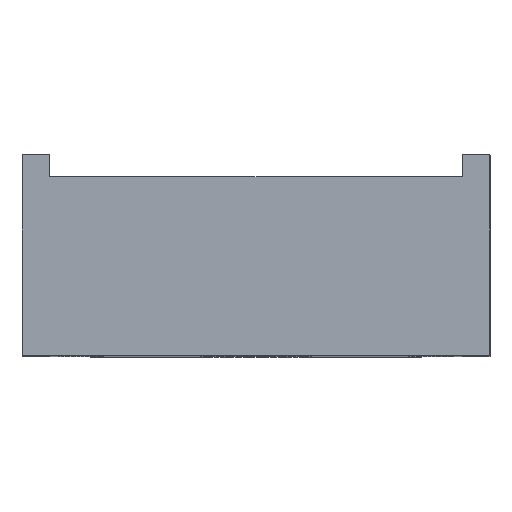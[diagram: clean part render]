
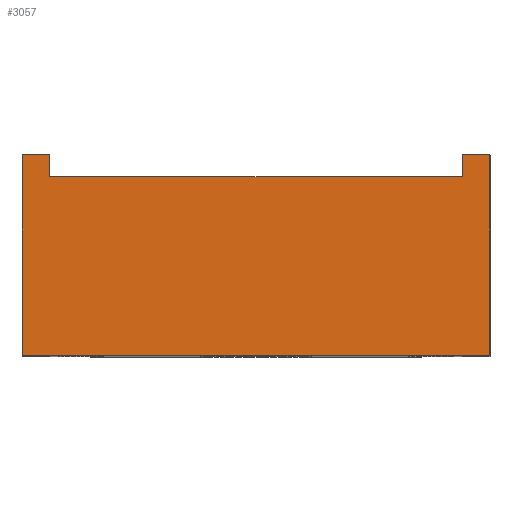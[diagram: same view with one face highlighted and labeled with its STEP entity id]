
A CAD part, top view. The second image highlights one B-rep face of the part: STEP entity #3057.
In plain terms, the highlighted planar face has unit normal (0, 0, 1).
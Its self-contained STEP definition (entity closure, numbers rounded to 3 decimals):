
#37 = LINE ( 'NONE', #1930, #3875 ) ;
#102 = DIRECTION ( 'NONE',  ( 0., 1., 0. ) ) ;
#186 = FACE_OUTER_BOUND ( 'NONE', #2379, .T. ) ;
#313 = VECTOR ( 'NONE', #3921, 1000. ) ;
#321 = CARTESIAN_POINT ( 'NONE',  ( -2., -3., 50. ) ) ;
#363 = CARTESIAN_POINT ( 'NONE',  ( 0., 11.6, 50. ) ) ;
#407 = EDGE_CURVE ( 'NONE', #4605, #1119, #2556, .T. ) ;
#522 = EDGE_CURVE ( 'NONE', #1109, #4244, #1609, .T. ) ;
#534 = DIRECTION ( 'NONE',  ( 0., 0., -1. ) ) ;
#644 = CARTESIAN_POINT ( 'NONE',  ( -2., 11.6, 50. ) ) ;
#698 = VECTOR ( 'NONE', #2182, 1000. ) ;
#724 = LINE ( 'NONE', #363, #2685 ) ;
#752 = DIRECTION ( 'NONE',  ( -1., 0., 0. ) ) ;
#773 = CARTESIAN_POINT ( 'NONE',  ( 0., 10., 50. ) ) ;
#889 = DIRECTION ( 'NONE',  ( -1., 0., 0. ) ) ;
#950 = VERTEX_POINT ( 'NONE', #321 ) ;
#1083 = DIRECTION ( 'NONE',  ( -1., 0., 0. ) ) ;
#1103 = ORIENTED_EDGE ( 'NONE', *, *, #4282, .T. ) ;
#1109 = VERTEX_POINT ( 'NONE', #4337 ) ;
#1119 = VERTEX_POINT ( 'NONE', #644 ) ;
#1243 = DIRECTION ( 'NONE',  ( 0., 1., 0. ) ) ;
#1259 = ORIENTED_EDGE ( 'NONE', *, *, #1275, .T. ) ;
#1264 = CARTESIAN_POINT ( 'NONE',  ( -2., -3., 50. ) ) ;
#1275 = EDGE_CURVE ( 'NONE', #950, #1109, #37, .T. ) ;
#1430 = VECTOR ( 'NONE', #102, 1000. ) ;
#1552 = VECTOR ( 'NONE', #4203, 1000. ) ;
#1609 = LINE ( 'NONE', #4180, #4113 ) ;
#1734 = CARTESIAN_POINT ( 'NONE',  ( 32., 11.6, 50. ) ) ;
#1798 = CARTESIAN_POINT ( 'NONE',  ( 0., 10., 50. ) ) ;
#1859 = VERTEX_POINT ( 'NONE', #3688 ) ;
#1930 = CARTESIAN_POINT ( 'NONE',  ( 0., -3., 50. ) ) ;
#1948 = ORIENTED_EDGE ( 'NONE', *, *, #4563, .F. ) ;
#2031 = CARTESIAN_POINT ( 'NONE',  ( 30., -3., 50. ) ) ;
#2046 = EDGE_CURVE ( 'NONE', #2786, #4605, #3152, .T. ) ;
#2182 = DIRECTION ( 'NONE',  ( 1., 0., 0. ) ) ;
#2246 = ORIENTED_EDGE ( 'NONE', *, *, #3929, .F. ) ;
#2339 = VERTEX_POINT ( 'NONE', #3436 ) ;
#2379 = EDGE_LOOP ( 'NONE', ( #2246, #3090, #3979, #1948, #1259, #3658, #1103, #2520 ) ) ;
#2520 = ORIENTED_EDGE ( 'NONE', *, *, #4210, .F. ) ;
#2556 = LINE ( 'NONE', #4036, #3169 ) ;
#2685 = VECTOR ( 'NONE', #1083, 1000. ) ;
#2696 = CARTESIAN_POINT ( 'NONE',  ( 0., 10., 50. ) ) ;
#2786 = VERTEX_POINT ( 'NONE', #1798 ) ;
#3057 = ADVANCED_FACE ( 'NONE', ( #186 ), #3913, .F. ) ;
#3084 = LINE ( 'NONE', #1264, #1552 ) ;
#3090 = ORIENTED_EDGE ( 'NONE', *, *, #2046, .T. ) ;
#3152 = LINE ( 'NONE', #4475, #1430 ) ;
#3169 = VECTOR ( 'NONE', #752, 1000. ) ;
#3229 = CARTESIAN_POINT ( 'NONE',  ( 0., 11.6, 50. ) ) ;
#3380 = DIRECTION ( 'NONE',  ( 1., 0., 0. ) ) ;
#3436 = CARTESIAN_POINT ( 'NONE',  ( 30., 11.6, 50. ) ) ;
#3658 = ORIENTED_EDGE ( 'NONE', *, *, #522, .T. ) ;
#3688 = CARTESIAN_POINT ( 'NONE',  ( 30., 10., 50. ) ) ;
#3875 = VECTOR ( 'NONE', #3380, 1000. ) ;
#3913 = PLANE ( 'NONE',  #4188 ) ;
#3921 = DIRECTION ( 'NONE',  ( 0., 1., 0. ) ) ;
#3929 = EDGE_CURVE ( 'NONE', #2786, #1859, #4063, .T. ) ;
#3979 = ORIENTED_EDGE ( 'NONE', *, *, #407, .T. ) ;
#4036 = CARTESIAN_POINT ( 'NONE',  ( -32., 11.6, 50. ) ) ;
#4063 = LINE ( 'NONE', #773, #698 ) ;
#4113 = VECTOR ( 'NONE', #1243, 1000. ) ;
#4180 = CARTESIAN_POINT ( 'NONE',  ( 32., -3., 50. ) ) ;
#4188 = AXIS2_PLACEMENT_3D ( 'NONE', #2696, #534, #889 ) ;
#4203 = DIRECTION ( 'NONE',  ( 0., 1., 0. ) ) ;
#4210 = EDGE_CURVE ( 'NONE', #1859, #2339, #4590, .T. ) ;
#4244 = VERTEX_POINT ( 'NONE', #1734 ) ;
#4282 = EDGE_CURVE ( 'NONE', #4244, #2339, #724, .T. ) ;
#4337 = CARTESIAN_POINT ( 'NONE',  ( 32., -3., 50. ) ) ;
#4475 = CARTESIAN_POINT ( 'NONE',  ( 0., -3., 50. ) ) ;
#4563 = EDGE_CURVE ( 'NONE', #950, #1119, #3084, .T. ) ;
#4590 = LINE ( 'NONE', #2031, #313 ) ;
#4605 = VERTEX_POINT ( 'NONE', #3229 ) ;
